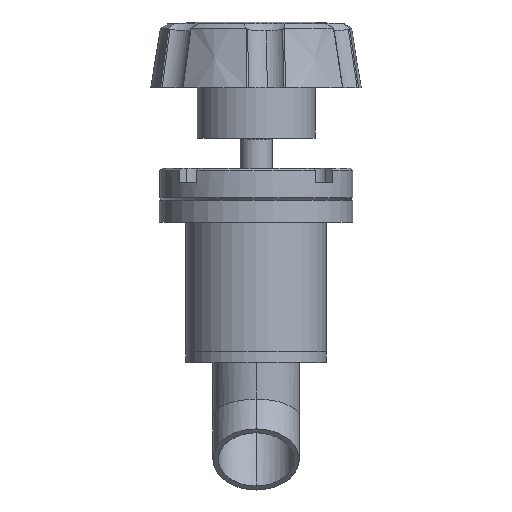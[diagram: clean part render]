
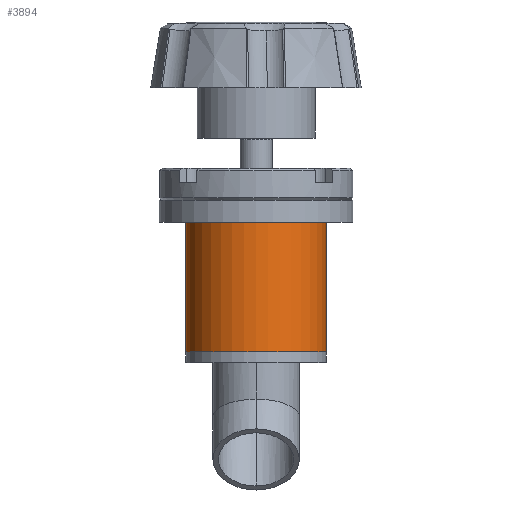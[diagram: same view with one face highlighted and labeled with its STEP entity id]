
A CAD part, front view. The second image highlights one B-rep face of the part: STEP entity #3894.
In plain terms, the highlighted cylindrical face has radius 20.637 mm (diameter 41.275 mm), a partial arc.
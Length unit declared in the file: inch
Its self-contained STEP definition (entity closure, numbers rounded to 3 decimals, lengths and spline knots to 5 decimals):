
#177 = FACE_OUTER_BOUND ( 'NONE', #1538, .T. ) ;
#1538 = EDGE_LOOP ( 'NONE', ( #4157, #4609, #6379, #5696 ) ) ;
#1542 = VERTEX_POINT ( 'NONE', #7243 ) ;
#1968 = EDGE_CURVE ( 'NONE', #9804, #1542, #7421, .T. ) ;
#2011 = VECTOR ( 'NONE', #4670, 39.37008 ) ;
#2326 = CIRCLE ( 'NONE', #2909, 0.8125 ) ;
#2751 = CARTESIAN_POINT ( 'NONE',  ( 0., 0., 0. ) ) ;
#2909 = AXIS2_PLACEMENT_3D ( 'NONE', #9912, #4502, #10810 ) ;
#3262 = VECTOR ( 'NONE', #6436, 39.37008 ) ;
#3451 = EDGE_CURVE ( 'NONE', #1542, #7505, #7389, .T. ) ;
#3509 = DIRECTION ( 'NONE',  ( -1., 0., 0. ) ) ;
#3638 = DIRECTION ( 'NONE',  ( -1., 0., 0. ) ) ;
#3747 = CARTESIAN_POINT ( 'NONE',  ( 0.8125, 0., 1.56 ) ) ;
#3863 = AXIS2_PLACEMENT_3D ( 'NONE', #4374, #5257, #3509 ) ;
#3894 = ADVANCED_FACE ( 'NONE', ( #177 ), #6668, .T. ) ;
#4157 = ORIENTED_EDGE ( 'NONE', *, *, #8249, .F. ) ;
#4374 = CARTESIAN_POINT ( 'NONE',  ( 0., 0., 1.56 ) ) ;
#4380 = LINE ( 'NONE', #3747, #2011 ) ;
#4502 = DIRECTION ( 'NONE',  ( 0., 0., -1. ) ) ;
#4609 = ORIENTED_EDGE ( 'NONE', *, *, #5456, .T. ) ;
#4670 = DIRECTION ( 'NONE',  ( 0., 0., -1. ) ) ;
#5206 = CARTESIAN_POINT ( 'NONE',  ( -0.8125, 0., 1.56 ) ) ;
#5257 = DIRECTION ( 'NONE',  ( 0., 0., -1. ) ) ;
#5349 = CARTESIAN_POINT ( 'NONE',  ( 0.8125, 0., 1.54 ) ) ;
#5456 = EDGE_CURVE ( 'NONE', #8124, #9804, #2326, .T. ) ;
#5696 = ORIENTED_EDGE ( 'NONE', *, *, #3451, .T. ) ;
#6083 = AXIS2_PLACEMENT_3D ( 'NONE', #2751, #9016, #3638 ) ;
#6379 = ORIENTED_EDGE ( 'NONE', *, *, #1968, .T. ) ;
#6436 = DIRECTION ( 'NONE',  ( 0., 0., -1. ) ) ;
#6668 = CYLINDRICAL_SURFACE ( 'NONE', #3863, 0.8125 ) ;
#7243 = CARTESIAN_POINT ( 'NONE',  ( -0.8125, 0., 0. ) ) ;
#7389 = CIRCLE ( 'NONE', #6083, 0.8125 ) ;
#7421 = LINE ( 'NONE', #5206, #3262 ) ;
#7449 = CARTESIAN_POINT ( 'NONE',  ( 0.8125, 0., 0. ) ) ;
#7505 = VERTEX_POINT ( 'NONE', #7449 ) ;
#8124 = VERTEX_POINT ( 'NONE', #5349 ) ;
#8249 = EDGE_CURVE ( 'NONE', #8124, #7505, #4380, .T. ) ;
#9016 = DIRECTION ( 'NONE',  ( 0., 0., 1. ) ) ;
#9804 = VERTEX_POINT ( 'NONE', #9945 ) ;
#9912 = CARTESIAN_POINT ( 'NONE',  ( 0., 0., 1.54 ) ) ;
#9945 = CARTESIAN_POINT ( 'NONE',  ( -0.8125, 0., 1.54 ) ) ;
#10810 = DIRECTION ( 'NONE',  ( -1., 0., 0. ) ) ;
